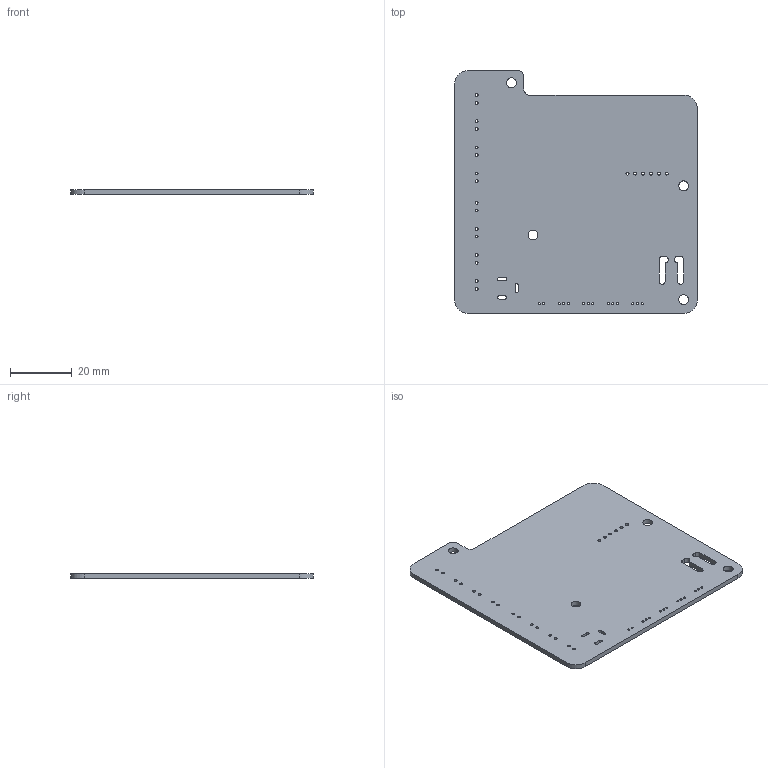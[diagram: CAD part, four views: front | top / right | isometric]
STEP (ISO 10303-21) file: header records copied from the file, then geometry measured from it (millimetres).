
FILE_DESCRIPTION(('KiCad electronic assembly'),'2;1');
FILE_NAME('Plant_monitoring_device.step','2019-08-12T22:02:32',( 'An Author'),('A Company'),'Open CASCADE STEP processor 6.9', 'KiCad to STEP converter','Unknown');
FILE_SCHEMA(('AUTOMOTIVE_DESIGN { 1 0 10303 214 1 1 1 1 }'));
Length unit declared in the file: millimetre
Products named in the file (2): Open CASCADE STEP translator 6.9 1; COMPOUND
Assembly tree (1 placements, depth 2):
  Open CASCADE STEP translator 6.9 1
    COMPOUND
Bounding box: 79 x 79 x 1.6 mm (x, y, z)
Volume: 9076.7 mm3; surface area: 12156.8 mm2
Topology: 1 solids, 1 shells, 78 faces, 228 edges, 152 vertices
Faces by surface type: cylinder 58, plane 20
Full cylindrical faces by diameter (mm): 0.7 x14, 0.9 x16, 1 x6, 3.2 x4
Entity records: 5839 total; most frequent: DIRECTION 960, CARTESIAN_POINT 916, ORIENTED_EDGE 456, PCURVE 456, DEFINITIONAL_REPRESENTATION 456, LINE 452, VECTOR 452, CIRCLE 232
